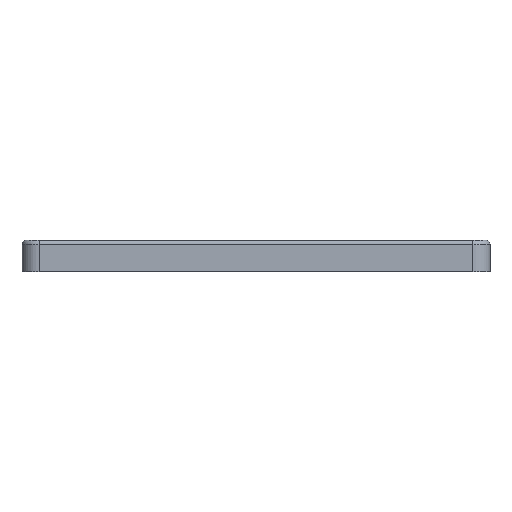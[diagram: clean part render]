
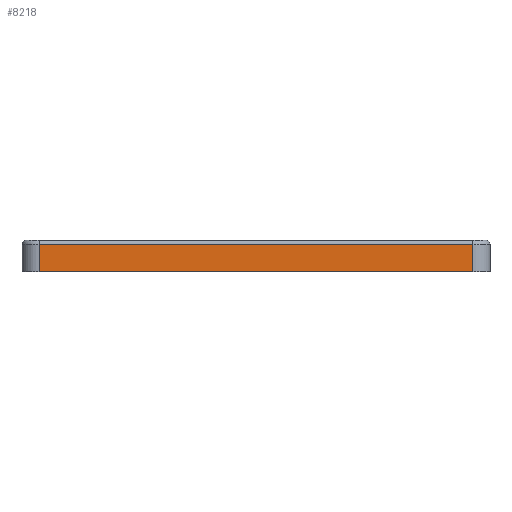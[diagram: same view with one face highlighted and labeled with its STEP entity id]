
A CAD part, left-side view. The second image highlights one B-rep face of the part: STEP entity #8218.
In plain terms, the highlighted planar face has unit normal (-1, 0, 0).
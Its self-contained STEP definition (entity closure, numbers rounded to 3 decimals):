
#8179=CARTESIAN_POINT('',(-3529.005,-842.188,210.989));
#8180=DIRECTION('',(1.,0.,-0.));
#8181=DIRECTION('',(0.,-1.,0.));
#8182=AXIS2_PLACEMENT_3D('',#8179,#8180,#8181);
#8183=PLANE('',#8182);
#8184=CARTESIAN_POINT('',(-3529.005,-1003.988,212.489));
#8185=VERTEX_POINT('',#8184);
#8186=CARTESIAN_POINT('',(-3529.005,-802.189,212.489));
#8187=VERTEX_POINT('',#8186);
#8188=CARTESIAN_POINT('',(-3529.005,-1003.988,212.489));
#8189=DIRECTION('',(-0.,1.,-0.));
#8190=VECTOR('',#8189,201.799);
#8191=LINE('',#8188,#8190);
#8192=EDGE_CURVE('',#8185,#8187,#8191,.T.);
#8193=ORIENTED_EDGE('',*,*,#8192,.T.);
#8194=CARTESIAN_POINT('',(-3529.005,-802.189,199.789));
#8195=VERTEX_POINT('',#8194);
#8196=CARTESIAN_POINT('',(-3529.005,-802.189,212.489));
#8197=DIRECTION('',(-0.,-0.,-1.));
#8198=VECTOR('',#8197,12.7);
#8199=LINE('',#8196,#8198);
#8200=EDGE_CURVE('',#8187,#8195,#8199,.T.);
#8201=ORIENTED_EDGE('',*,*,#8200,.T.);
#8202=CARTESIAN_POINT('',(-3529.005,-1003.988,199.789));
#8203=VERTEX_POINT('',#8202);
#8204=CARTESIAN_POINT('',(-3529.005,-802.189,199.789));
#8205=DIRECTION('',(-0.,-1.,-0.));
#8206=VECTOR('',#8205,201.799);
#8207=LINE('',#8204,#8206);
#8208=EDGE_CURVE('',#8195,#8203,#8207,.T.);
#8209=ORIENTED_EDGE('',*,*,#8208,.T.);
#8210=CARTESIAN_POINT('',(-3529.005,-1003.988,199.789));
#8211=DIRECTION('',(0.,-0.,1.));
#8212=VECTOR('',#8211,12.7);
#8213=LINE('',#8210,#8212);
#8214=EDGE_CURVE('',#8203,#8185,#8213,.T.);
#8215=ORIENTED_EDGE('',*,*,#8214,.T.);
#8216=EDGE_LOOP('',(#8193,#8201,#8209,#8215));
#8217=FACE_BOUND('',#8216,.T.);
#8218=ADVANCED_FACE('',(#8217),#8183,.F.);
